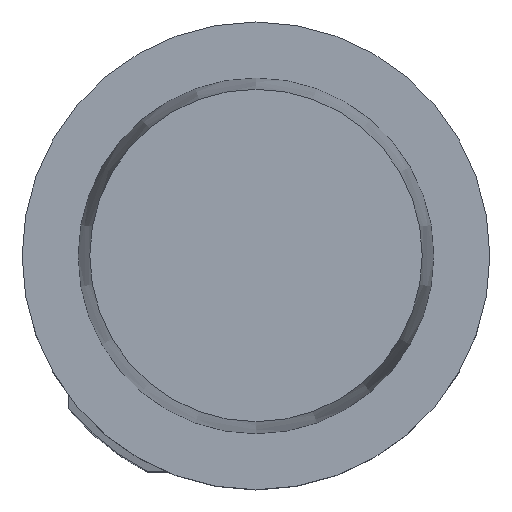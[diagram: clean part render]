
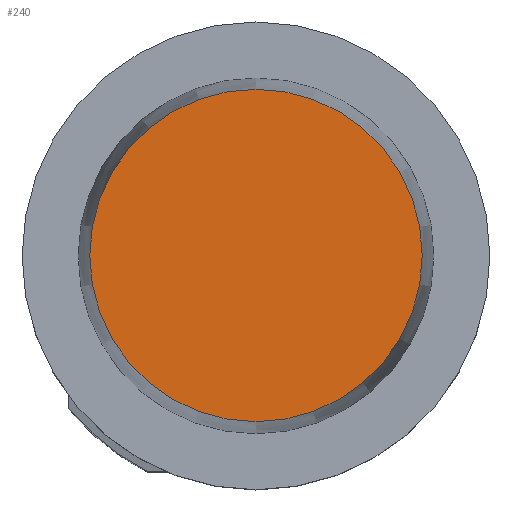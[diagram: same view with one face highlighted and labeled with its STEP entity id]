
A CAD part, top view. The second image highlights one B-rep face of the part: STEP entity #240.
In plain terms, the highlighted planar face has unit normal (0, 0, 1).
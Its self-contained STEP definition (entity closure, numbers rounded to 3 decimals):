
#171=CIRCLE('',#1230,35.511);
#240=ADVANCED_FACE('',(#336),#290,.T.);
#290=PLANE('',#1231);
#336=FACE_OUTER_BOUND('',#414,.T.);
#414=EDGE_LOOP('',(#682));
#682=ORIENTED_EDGE('',*,*,#939,.F.);
#802=VERTEX_POINT('',#1918);
#939=EDGE_CURVE('',#802,#802,#171,.T.);
#1230=AXIS2_PLACEMENT_3D('',#1917,#1524,#1525);
#1231=AXIS2_PLACEMENT_3D('',#1919,#1526,#1527);
#1524=DIRECTION('',(0.,0.,-1.));
#1525=DIRECTION('',(0.,-1.,0.));
#1526=DIRECTION('',(0.,0.,1.));
#1527=DIRECTION('',(0.,1.,0.));
#1917=CARTESIAN_POINT('',(0.,0.,
49.9));
#1918=CARTESIAN_POINT('',(0.,-35.511,49.9));
#1919=CARTESIAN_POINT('',(0.,35.511,49.9));
